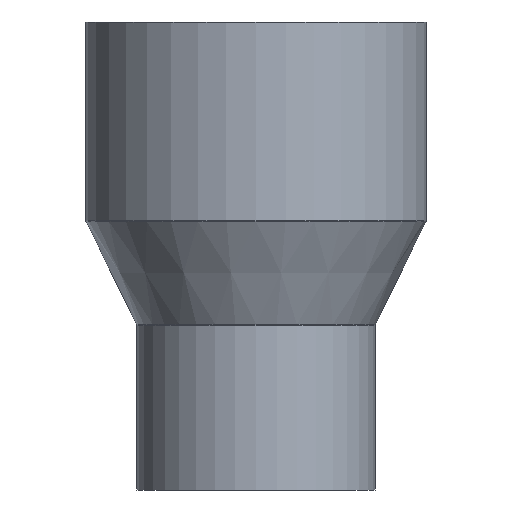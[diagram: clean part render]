
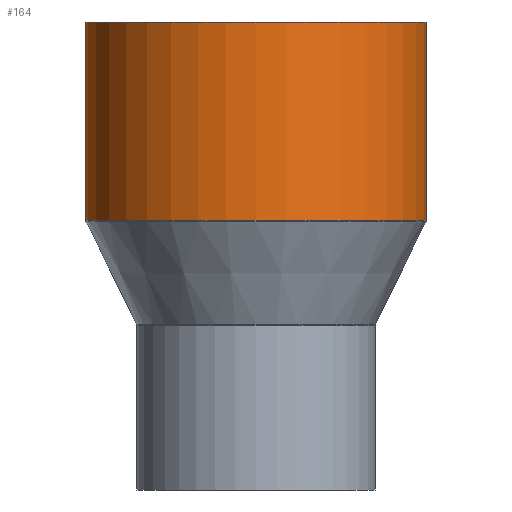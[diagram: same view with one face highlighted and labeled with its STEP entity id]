
A CAD part, front view. The second image highlights one B-rep face of the part: STEP entity #164.
In plain terms, the highlighted cylindrical face has radius 100 mm (diameter 200 mm), a partial arc.
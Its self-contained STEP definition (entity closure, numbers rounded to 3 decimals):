
#1 = CARTESIAN_POINT ( 'NONE',  ( -100., 0., -16.533 ) ) ;
#15 = CARTESIAN_POINT ( 'NONE',  ( -100., 0., 27.305 ) ) ;
#33 = CARTESIAN_POINT ( 'NONE',  ( 100., 0., 27.305 ) ) ;
#36 = VERTEX_POINT ( 'NONE', #451 ) ;
#68 = CARTESIAN_POINT ( 'NONE',  ( 0., 0., -16.533 ) ) ;
#73 = DIRECTION ( 'NONE',  ( 0., 0., -1. ) ) ;
#80 = CARTESIAN_POINT ( 'NONE',  ( 100., 0., -16.533 ) ) ;
#86 = LINE ( 'NONE', #1, #117 ) ;
#117 = VECTOR ( 'NONE', #528, 1000. ) ;
#122 = EDGE_CURVE ( 'NONE', #36, #457, #496, .T. ) ;
#123 = DIRECTION ( 'NONE',  ( 0., 0., -1. ) ) ;
#126 = CARTESIAN_POINT ( 'NONE',  ( 0., 0., 143.84 ) ) ;
#131 = CYLINDRICAL_SURFACE ( 'NONE', #316, 100. ) ;
#164 = ADVANCED_FACE ( 'NONE', ( #581 ), #131, .T. ) ;
#208 = AXIS2_PLACEMENT_3D ( 'NONE', #126, #73, #329 ) ;
#225 = CARTESIAN_POINT ( 'NONE',  ( -100., 0., 143.84 ) ) ;
#240 = VECTOR ( 'NONE', #344, 1000. ) ;
#248 = ORIENTED_EDGE ( 'NONE', *, *, #122, .T. ) ;
#264 = EDGE_CURVE ( 'NONE', #36, #304, #393, .T. ) ;
#279 = DIRECTION ( 'NONE',  ( -1., 0., 0. ) ) ;
#304 = VERTEX_POINT ( 'NONE', #33 ) ;
#310 = ORIENTED_EDGE ( 'NONE', *, *, #632, .T. ) ;
#316 = AXIS2_PLACEMENT_3D ( 'NONE', #68, #123, #459 ) ;
#326 = ORIENTED_EDGE ( 'NONE', *, *, #538, .F. ) ;
#329 = DIRECTION ( 'NONE',  ( -1., 0., 0. ) ) ;
#344 = DIRECTION ( 'NONE',  ( 0., 0., -1. ) ) ;
#393 = LINE ( 'NONE', #80, #240 ) ;
#451 = CARTESIAN_POINT ( 'NONE',  ( 100., 0., 143.84 ) ) ;
#453 = EDGE_LOOP ( 'NONE', ( #471, #248, #310, #326 ) ) ;
#457 = VERTEX_POINT ( 'NONE', #225 ) ;
#459 = DIRECTION ( 'NONE',  ( -1., 0., 0. ) ) ;
#471 = ORIENTED_EDGE ( 'NONE', *, *, #264, .F. ) ;
#495 = VERTEX_POINT ( 'NONE', #15 ) ;
#496 = CIRCLE ( 'NONE', #208, 100. ) ;
#509 = AXIS2_PLACEMENT_3D ( 'NONE', #517, #521, #279 ) ;
#517 = CARTESIAN_POINT ( 'NONE',  ( 0., 0., 27.305 ) ) ;
#521 = DIRECTION ( 'NONE',  ( 0., 0., -1. ) ) ;
#523 = CIRCLE ( 'NONE', #509, 100. ) ;
#528 = DIRECTION ( 'NONE',  ( 0., 0., -1. ) ) ;
#538 = EDGE_CURVE ( 'NONE', #304, #495, #523, .T. ) ;
#581 = FACE_OUTER_BOUND ( 'NONE', #453, .T. ) ;
#632 = EDGE_CURVE ( 'NONE', #457, #495, #86, .T. ) ;
